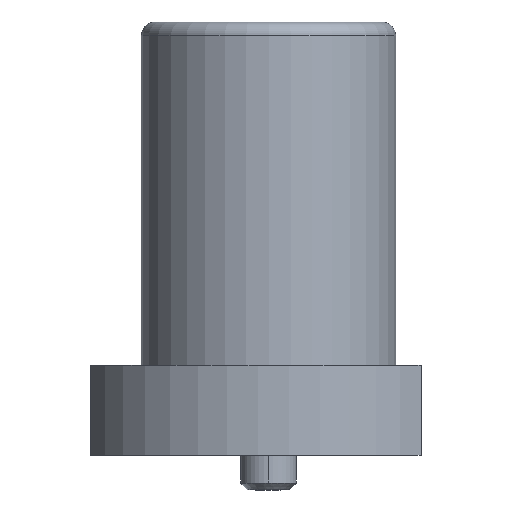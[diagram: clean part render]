
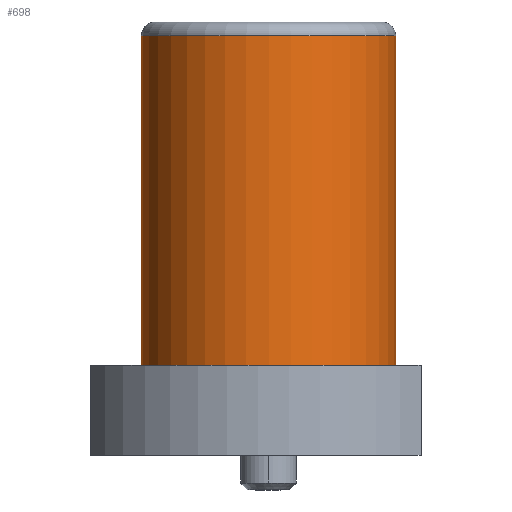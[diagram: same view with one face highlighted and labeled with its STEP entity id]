
A CAD part, front view. The second image highlights one B-rep face of the part: STEP entity #698.
In plain terms, the highlighted cylindrical face has radius 1.835 mm (diameter 3.67 mm), a partial arc.
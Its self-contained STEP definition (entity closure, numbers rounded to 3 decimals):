
#698 = ADVANCED_FACE('',(#699),#735,.T.);
#699 = FACE_BOUND('',#700,.T.);
#700 = EDGE_LOOP('',(#701,#712,#720,#729));
#701 = ORIENTED_EDGE('',*,*,#702,.T.);
#702 = EDGE_CURVE('',#703,#705,#707,.T.);
#703 = VERTEX_POINT('',#704);
#704 = CARTESIAN_POINT('',(-1.835,0.,1.3));
#705 = VERTEX_POINT('',#706);
#706 = CARTESIAN_POINT('',(1.835,0.,1.3));
#707 = CIRCLE('',#708,1.835);
#708 = AXIS2_PLACEMENT_3D('',#709,#710,#711);
#709 = CARTESIAN_POINT('',(0.,0.,1.3));
#710 = DIRECTION('',(0.,0.,1.));
#711 = DIRECTION('',(1.,0.,0.));
#712 = ORIENTED_EDGE('',*,*,#713,.T.);
#713 = EDGE_CURVE('',#705,#714,#716,.T.);
#714 = VERTEX_POINT('',#715);
#715 = CARTESIAN_POINT('',(1.835,0.,6.05));
#716 = LINE('',#717,#718);
#717 = CARTESIAN_POINT('',(1.835,0.,6.25));
#718 = VECTOR('',#719,1.);
#719 = DIRECTION('',(0.,0.,1.));
#720 = ORIENTED_EDGE('',*,*,#721,.F.);
#721 = EDGE_CURVE('',#722,#714,#724,.T.);
#722 = VERTEX_POINT('',#723);
#723 = CARTESIAN_POINT('',(-1.835,0.,6.05));
#724 = CIRCLE('',#725,1.835);
#725 = AXIS2_PLACEMENT_3D('',#726,#727,#728);
#726 = CARTESIAN_POINT('',(0.,0.,6.05));
#727 = DIRECTION('',(0.,0.,1.));
#728 = DIRECTION('',(1.,0.,0.));
#729 = ORIENTED_EDGE('',*,*,#730,.F.);
#730 = EDGE_CURVE('',#703,#722,#731,.T.);
#731 = LINE('',#732,#733);
#732 = CARTESIAN_POINT('',(-1.835,0.,6.25));
#733 = VECTOR('',#734,1.);
#734 = DIRECTION('',(0.,0.,1.));
#735 = CYLINDRICAL_SURFACE('',#736,1.835);
#736 = AXIS2_PLACEMENT_3D('',#737,#738,#739);
#737 = CARTESIAN_POINT('',(0.,0.,6.25));
#738 = DIRECTION('',(0.,0.,1.));
#739 = DIRECTION('',(-1.,0.,0.));
